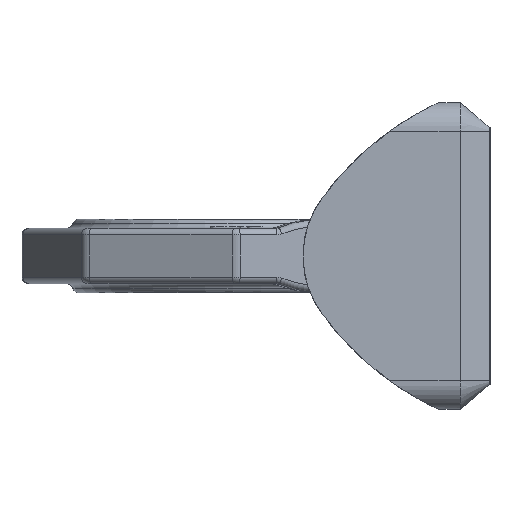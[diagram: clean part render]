
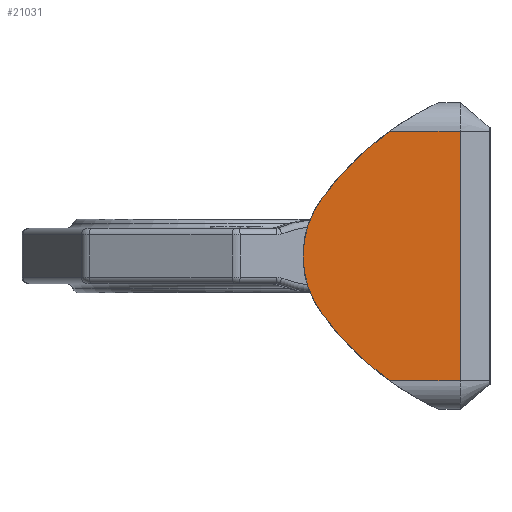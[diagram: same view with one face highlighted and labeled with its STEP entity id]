
A CAD part, left-side view. The second image highlights one B-rep face of the part: STEP entity #21031.
In plain terms, the highlighted face is planar.
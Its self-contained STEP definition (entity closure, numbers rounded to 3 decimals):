
#18343=CARTESIAN_POINT('',(-125.161,-78.11,175.));
#18344=DIRECTION('',(0.,0.,-1.));
#18345=DIRECTION('',(0.59,0.807,0.));
#18346=AXIS2_PLACEMENT_3D('',#18343,#18344,#18345);
#18348=DIRECTION('',(0.,-1.,0.));
#18349=VECTOR('',#18348,73.828);
#18350=CARTESIAN_POINT('',(130.,104.889,175.));
#18351=LINE('',#18350,#18349);
#18352=DIRECTION('',(0.,-1.,0.));
#18353=VECTOR('',#18352,73.828);
#18354=CARTESIAN_POINT('',(-130.,104.889,175.));
#18355=LINE('',#18354,#18353);
#18356=CARTESIAN_POINT('',(125.161,-78.11,175.));
#18357=DIRECTION('',(0.,0.,1.));
#18358=DIRECTION('',(-0.59,0.807,0.));
#18359=AXIS2_PLACEMENT_3D('',#18356,#18357,#18358);
#18361=CARTESIAN_POINT('',(0.,93.,175.));
#18362=DIRECTION('',(0.,0.,1.));
#18363=DIRECTION('',(0.59,0.807,0.));
#18364=AXIS2_PLACEMENT_3D('',#18361,#18362,#18363);
#18389=CARTESIAN_POINT('',(-130.,104.889,175.));
#19914=DIRECTION('',(1.,0.,0.));
#19915=VECTOR('',#19914,260.);
#19916=CARTESIAN_POINT('',(-130.,31.061,175.));
#19917=LINE('',#19916,#19915);
#19994=CARTESIAN_POINT('',(130.,104.889,175.));
#20672=CARTESIAN_POINT('',(60.219,175.327,175.));
#20673=CARTESIAN_POINT('',(-60.219,175.327,175.));
#20674=VERTEX_POINT('',#20672);
#20675=VERTEX_POINT('',#20673);
#20760=VERTEX_POINT('',#18389);
#20761=VERTEX_POINT('',#19994);
#20774=CARTESIAN_POINT('',(-130.,31.061,175.));
#20775=VERTEX_POINT('',#20774);
#20790=CARTESIAN_POINT('',(130.,31.061,175.));
#20791=VERTEX_POINT('',#20790);
#21012=CARTESIAN_POINT('',(0.,0.,175.));
#21013=DIRECTION('',(0.,0.,1.));
#21014=DIRECTION('',(1.,0.,0.));
#21015=AXIS2_PLACEMENT_3D('',#21012,#21013,#21014);
#21016=PLANE('',#21015);
#21018=ORIENTED_EDGE('',*,*,#21017,.F.);
#21020=ORIENTED_EDGE('',*,*,#21019,.T.);
#21022=ORIENTED_EDGE('',*,*,#21021,.T.);
#21024=ORIENTED_EDGE('',*,*,#21023,.F.);
#21026=ORIENTED_EDGE('',*,*,#21025,.F.);
#21028=ORIENTED_EDGE('',*,*,#21027,.F.);
#21029=EDGE_LOOP('',(#21018,#21020,#21022,#21024,#21026,#21028));
#21030=FACE_OUTER_BOUND('',#21029,.F.);
#21031=ADVANCED_FACE('',(#21030),#21016,.T.);
#18347=CIRCLE('',#18346,314.);
#18360=CIRCLE('',#18359,314.);
#18365=CIRCLE('',#18364,102.);
#21017=EDGE_CURVE('',#20674,#20675,#18365,.T.);
#21019=EDGE_CURVE('',#20674,#20761,#18347,.T.);
#21021=EDGE_CURVE('',#20761,#20791,#18351,.T.);
#21023=EDGE_CURVE('',#20775,#20791,#19917,.T.);
#21025=EDGE_CURVE('',#20760,#20775,#18355,.T.);
#21027=EDGE_CURVE('',#20675,#20760,#18360,.T.);
